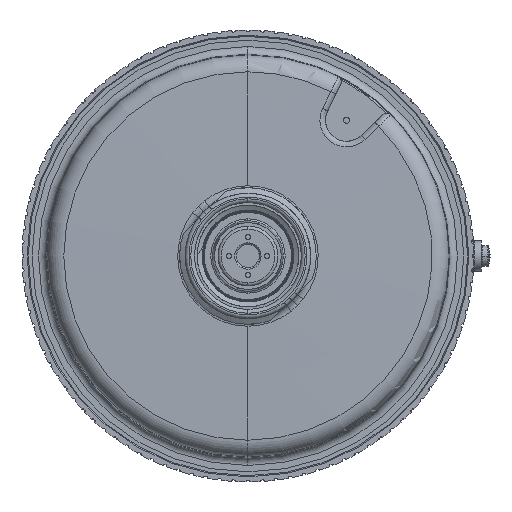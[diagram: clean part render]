
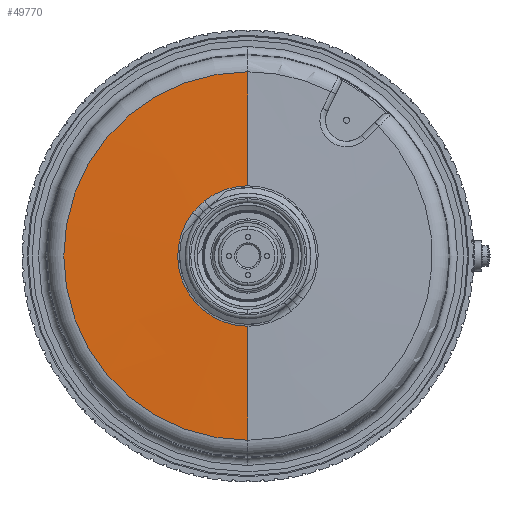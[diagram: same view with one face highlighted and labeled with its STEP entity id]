
A CAD part, front view. The second image highlights one B-rep face of the part: STEP entity #49770.
In plain terms, the highlighted conical face has half-angle 89 degrees and reference radius 33.329 mm.
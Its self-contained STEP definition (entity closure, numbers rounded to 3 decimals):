
#15976=DIRECTION('',(0.,-0.017,-1.));
#15977=VECTOR('',#15976,29.892);
#15978=CARTESIAN_POINT('',(0.,0.529,48.302));
#15979=LINE('',#15978,#15977);
#16067=DIRECTION('',(0.,-0.017,1.));
#16068=VECTOR('',#16067,29.892);
#16069=CARTESIAN_POINT('',(0.,0.529,
-48.302));
#16070=LINE('',#16069,#16068);
#16133=CARTESIAN_POINT('',(-11.433,0.007,
14.436));
#16134=CARTESIAN_POINT('',(-11.605,0.007,
14.275));
#16135=CARTESIAN_POINT('',(-11.95,0.006,
13.954));
#16136=CARTESIAN_POINT('',(-12.469,0.006,
13.469));
#16137=CARTESIAN_POINT('',(-12.814,0.006,
13.148));
#16138=CARTESIAN_POINT('',(-12.987,0.006,
12.987));
#16140=CARTESIAN_POINT('',(-12.987,0.006,
12.987));
#16141=CARTESIAN_POINT('',(-13.148,0.006,
12.814));
#16142=CARTESIAN_POINT('',(-13.469,0.006,
12.469));
#16143=CARTESIAN_POINT('',(-13.954,0.006,
11.95));
#16144=CARTESIAN_POINT('',(-14.275,0.007,
11.605));
#16145=CARTESIAN_POINT('',(-14.436,0.007,
11.433));
#16147=CARTESIAN_POINT('',(0.,0.007,0.));
#16148=DIRECTION('',(0.,1.,0.));
#16149=DIRECTION('',(0.,0.,-1.));
#16150=AXIS2_PLACEMENT_3D('',#16147,#16148,#16149);
#16152=CARTESIAN_POINT('',(0.,0.529,0.));
#16153=DIRECTION('',(0.,-1.,0.));
#16154=DIRECTION('',(0.,0.,1.));
#16155=AXIS2_PLACEMENT_3D('',#16152,#16153,#16154);
#16157=CARTESIAN_POINT('',(0.,0.007,0.));
#16158=DIRECTION('',(0.,1.,0.));
#16159=DIRECTION('',(-0.621,0.,0.784));
#16160=AXIS2_PLACEMENT_3D('',#16157,#16158,#16159);
#16162=CARTESIAN_POINT('',(-12.987,0.006,
12.987));
#16193=CARTESIAN_POINT('',(-11.433,0.007,
14.436));
#23273=CARTESIAN_POINT('',(-14.436,0.007,
11.433));
#34065=VERTEX_POINT('',#16193);
#34067=VERTEX_POINT('',#16162);
#34069=VERTEX_POINT('',#23273);
#34387=CARTESIAN_POINT('',(0.,0.529,48.302));
#34388=VERTEX_POINT('',#34387);
#34389=CARTESIAN_POINT('',(0.,0.529,
-48.302));
#34390=VERTEX_POINT('',#34389);
#34391=CARTESIAN_POINT('',(0.,0.007,18.415));
#34392=VERTEX_POINT('',#34391);
#34393=CARTESIAN_POINT('',(0.,0.007,-18.415));
#34394=VERTEX_POINT('',#34393);
#49752=CARTESIAN_POINT('',(0.,0.268,0.));
#49753=DIRECTION('',(0.,1.,0.));
#49754=DIRECTION('',(0.,0.,-1.));
#49755=AXIS2_PLACEMENT_3D('',#49752,#49753,#49754);
#49756=CONICAL_SURFACE('',#49755,33.329,89.);
#49758=ORIENTED_EDGE('',*,*,#49757,.T.);
#49760=ORIENTED_EDGE('',*,*,#49759,.T.);
#49761=ORIENTED_EDGE('',*,*,#49742,.F.);
#49762=ORIENTED_EDGE('',*,*,#49694,.F.);
#49764=ORIENTED_EDGE('',*,*,#49763,.F.);
#49765=ORIENTED_EDGE('',*,*,#49685,.T.);
#49767=ORIENTED_EDGE('',*,*,#49766,.F.);
#49768=EDGE_LOOP('',(#49758,#49760,#49761,#49762,#49764,#49765,#49767));
#49769=FACE_OUTER_BOUND('',#49768,.F.);
#49770=ADVANCED_FACE('',(#49769),#49756,.T.);
#16139=B_SPLINE_CURVE_WITH_KNOTS('',3,(#16133,#16134,#16135,#16136,#16137,
#16138),.UNSPECIFIED.,.F.,.F.,(4,1,1,4),(0.,0.333,
0.667,1.),.UNSPECIFIED.);
#16146=B_SPLINE_CURVE_WITH_KNOTS('',3,(#16140,#16141,#16142,#16143,#16144,
#16145),.UNSPECIFIED.,.F.,.F.,(4,1,1,4),(0.,0.333,
0.667,1.),.UNSPECIFIED.);
#16151=CIRCLE('',#16150,18.415);
#16156=CIRCLE('',#16155,48.302);
#16161=CIRCLE('',#16160,18.415);
#49685=EDGE_CURVE('',#34388,#34392,#15979,.T.);
#49694=EDGE_CURVE('',#34390,#34394,#16070,.T.);
#49742=EDGE_CURVE('',#34394,#34069,#16151,.T.);
#49757=EDGE_CURVE('',#34065,#34067,#16139,.T.);
#49759=EDGE_CURVE('',#34067,#34069,#16146,.T.);
#49763=EDGE_CURVE('',#34388,#34390,#16156,.T.);
#49766=EDGE_CURVE('',#34065,#34392,#16161,.T.);
